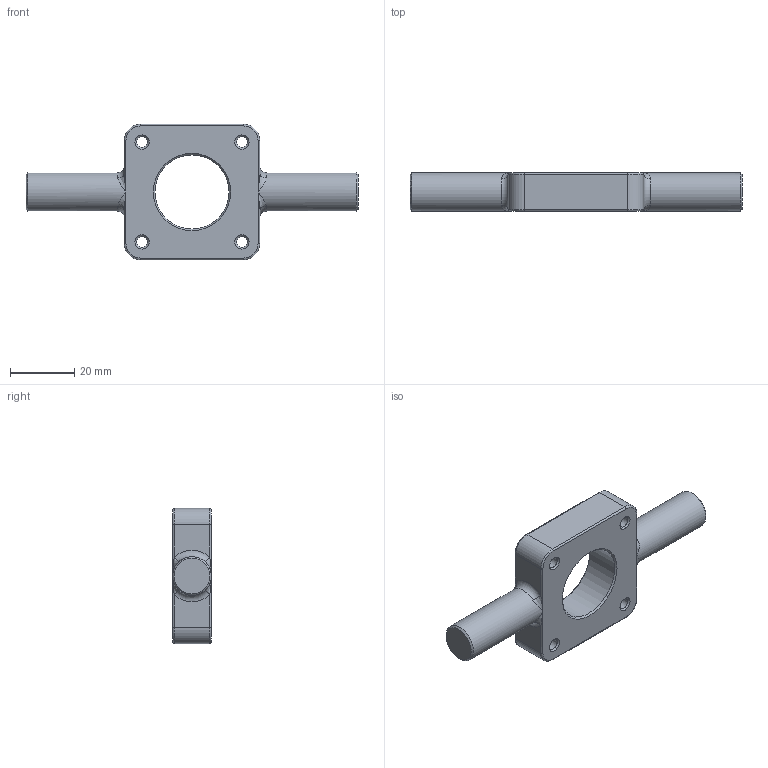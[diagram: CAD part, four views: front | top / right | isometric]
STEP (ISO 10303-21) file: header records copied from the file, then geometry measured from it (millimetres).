
FILE_DESCRIPTION (( 'STEP AP203' ), '1' );
FILE_NAME ('ML-EQHD-022 3D Print Al.STEP', '2025-01-04T13:03:05', ( '' ), ( '' ), 'SwSTEP 2.0', 'SolidWorks 2025', '' );
FILE_SCHEMA (( 'CONFIG_CONTROL_DESIGN' ));
Length unit declared in the file: millimetre
Products named in the file (1): ML-EQHD-022 3D Print Al
Bounding box: 103 x 12 x 42 mm (x, y, z)
Volume: 21793.1 mm3; surface area: 8202.9 mm2
Topology: 1 solids, 1 shells, 73 faces, 161 edges, 86 vertices
Faces by surface type: cylinder 27, plane 14, torus 12, cone 12, bspline 8
Full cylindrical faces by diameter (mm): 3.4 x4, 6.5 x4, 12 x2, 23 x1
Entity records: 2327 total; most frequent: CARTESIAN_POINT 790, DIRECTION 324, ORIENTED_EDGE 256, AXIS2_PLACEMENT_3D 146, EDGE_CURVE 128, EDGE_LOOP 110, FACE_OUTER_BOUND 84, VERTEX_POINT 84
